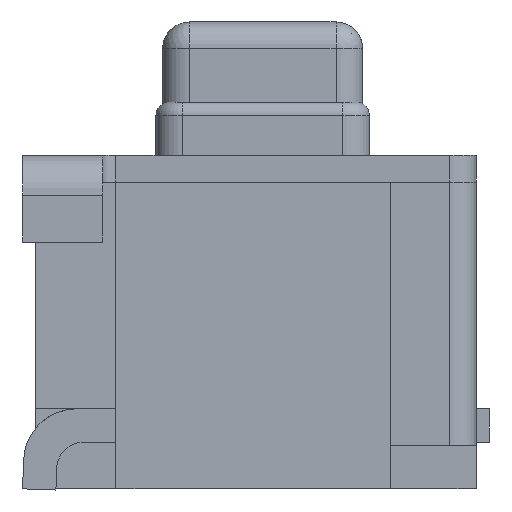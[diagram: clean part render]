
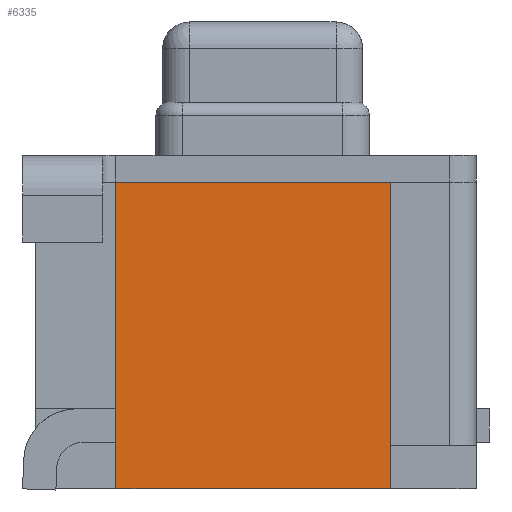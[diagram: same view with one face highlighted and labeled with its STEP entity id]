
A CAD part, left-side view. The second image highlights one B-rep face of the part: STEP entity #6335.
In plain terms, the highlighted planar face has unit normal (-1, 0, 0).
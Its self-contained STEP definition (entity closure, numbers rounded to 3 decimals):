
#178=CARTESIAN_POINT('',(-3.0,-0.96,0.325));
#179=VERTEX_POINT('',#178);
#5463=CARTESIAN_POINT('',(-3.0,-0.96,0.0));
#5464=VERTEX_POINT('',#5463);
#5465=CARTESIAN_POINT('',(-3.0,-0.96,0.0));
#5466=DIRECTION('',(0.0,0.0,1.0));
#5467=VECTOR('',#5466,0.325);
#5468=LINE('',#5465,#5467);
#5469=EDGE_CURVE('',#5464,#179,#5468,.T.);
#5522=CARTESIAN_POINT('',(-3.0,-0.96,2.3));
#5523=VERTEX_POINT('',#5522);
#5530=CARTESIAN_POINT('',(-3.0,-0.96,0.325));
#5531=DIRECTION('',(0.0,0.0,1.0));
#5532=VECTOR('',#5531,1.975);
#5533=LINE('',#5530,#5532);
#5534=EDGE_CURVE('',#179,#5523,#5533,.T.);
#5566=CARTESIAN_POINT('',(-3.0,1.1,0.0));
#5567=VERTEX_POINT('',#5566);
#5568=CARTESIAN_POINT('',(-3.0,-0.96,0.0));
#5569=DIRECTION('',(0.0,1.0,0.0));
#5570=VECTOR('',#5569,2.06);
#5571=LINE('',#5568,#5570);
#5572=EDGE_CURVE('',#5464,#5567,#5571,.T.);
#6311=CARTESIAN_POINT('',(-3.0,-0.96,0.0));
#6312=DIRECTION('',(-1.0,0.0,0.0));
#6313=DIRECTION('',(0.0,0.0,1.0));
#6314=AXIS2_PLACEMENT_3D('',#6311,#6312,#6313);
#6315=PLANE('',#6314);
#6316=CARTESIAN_POINT('',(-3.0,1.1,2.3));
#6317=VERTEX_POINT('',#6316);
#6318=CARTESIAN_POINT('',(-3.0,-0.96,2.3));
#6319=DIRECTION('',(0.0,1.0,0.0));
#6320=VECTOR('',#6319,2.06);
#6321=LINE('',#6318,#6320);
#6322=EDGE_CURVE('',#5523,#6317,#6321,.T.);
#6323=ORIENTED_EDGE('',*,*,#6322,.T.);
#6324=CARTESIAN_POINT('',(-3.0,1.1,0.0));
#6325=DIRECTION('',(0.0,0.0,1.0));
#6326=VECTOR('',#6325,2.3);
#6327=LINE('',#6324,#6326);
#6328=EDGE_CURVE('',#5567,#6317,#6327,.T.);
#6329=ORIENTED_EDGE('',*,*,#6328,.F.);
#6330=ORIENTED_EDGE('',*,*,#5572,.F.);
#6331=ORIENTED_EDGE('',*,*,#5469,.T.);
#6332=ORIENTED_EDGE('',*,*,#5534,.T.);
#6333=EDGE_LOOP('',(#6323,#6329,#6330,#6331,#6332));
#6334=FACE_OUTER_BOUND('',#6333,.T.);
#6335=ADVANCED_FACE('',(#6334),#6315,.T.);
